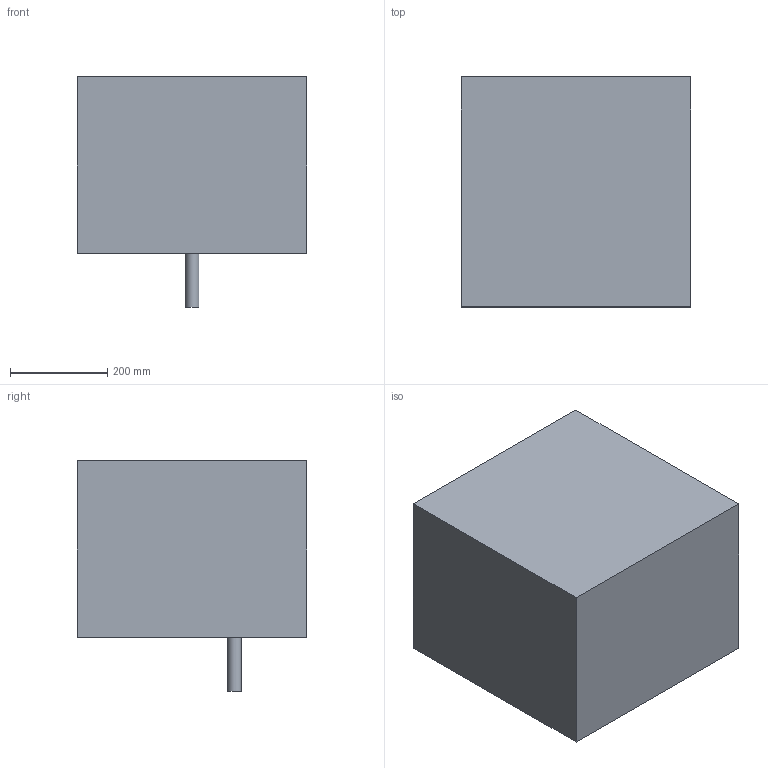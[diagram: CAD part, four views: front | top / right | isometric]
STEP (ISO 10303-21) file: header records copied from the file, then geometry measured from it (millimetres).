
FILE_DESCRIPTION(/* description */ ('Alibre Inc.'),/* implementation_level */ '2;1');
FILE_NAME(/* name */ 'export0',/* time_stamp */ '2016-04-19T21:27:34-07:00',/* author */ (''),/* organization */ (''),/* preprocessor_version */ 'ST-DEVELOPER v14',/* originating_system */ 'Alibre',/* authorisation */ '');
FILE_SCHEMA (('CONFIG_CONTROL_DESIGN'));
Length unit declared in the file: centimetre
Products named in the file (1): ID_1
Bounding box: 472.69 x 473.2 x 474.85 mm (x, y, z)
Volume: 81423544.9 mm3; surface area: 1148270.6 mm2
Topology: 1 solids, 1 shells, 16 faces, 27 edges, 18 vertices
Faces by surface type: plane 11, cylinder 5
Full cylindrical faces by diameter (mm): 8.89 x4, 28.575 x1
Entity records: 430 total; most frequent: CARTESIAN_POINT 56, DIRECTION 53, ORIENTED_EDGE 44, EDGE_LOOP 26, FACE_BOUND 26, AXIS2_PLACEMENT_3D 26, EDGE_CURVE 22, VERTEX_POINT 18
